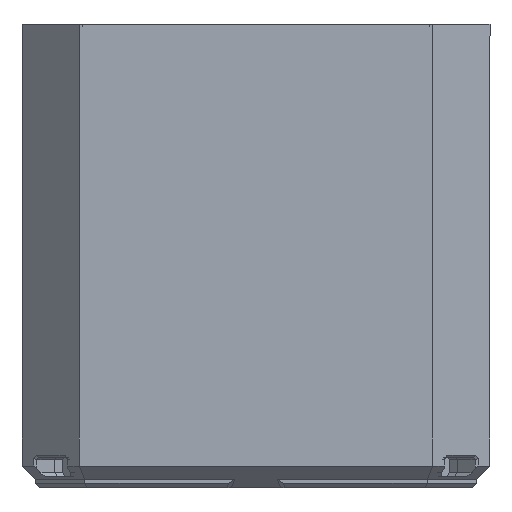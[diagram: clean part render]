
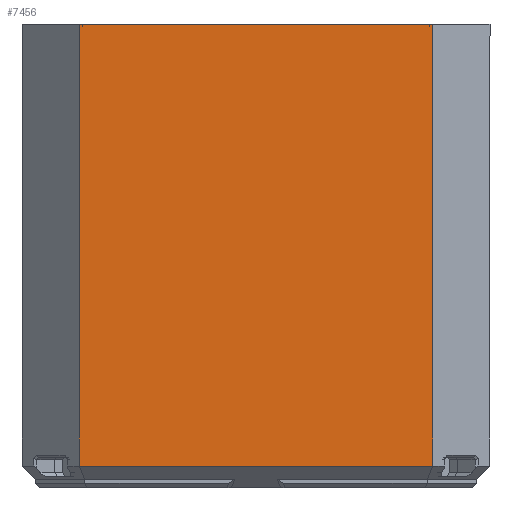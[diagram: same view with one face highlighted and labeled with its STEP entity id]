
A CAD part, front view. The second image highlights one B-rep face of the part: STEP entity #7456.
In plain terms, the highlighted planar face has unit normal (0, -1, 0).
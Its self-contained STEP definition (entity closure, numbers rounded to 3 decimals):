
#422=FACE_OUTER_BOUND('',#830,.T.);
#830=EDGE_LOOP('',(#6647,#6648,#6649,#6650));
#1080=LINE('',#10211,#2116);
#1153=LINE('',#10356,#2189);
#1724=LINE('',#11500,#2760);
#1866=LINE('',#11784,#2902);
#2116=VECTOR('',#8275,10.);
#2189=VECTOR('',#8408,10.);
#2760=VECTOR('',#9369,10.);
#2902=VECTOR('',#9703,10.);
#3059=VERTEX_POINT('',#10164);
#3075=VERTEX_POINT('',#10208);
#3076=VERTEX_POINT('',#10210);
#3118=VERTEX_POINT('',#10355);
#3792=EDGE_CURVE('',#3076,#3075,#1080,.T.);
#3865=EDGE_CURVE('',#3076,#3118,#1153,.T.);
#4436=EDGE_CURVE('',#3059,#3075,#1724,.T.);
#4578=EDGE_CURVE('',#3118,#3059,#1866,.T.);
#6647=ORIENTED_EDGE('',*,*,#3792,.T.);
#6648=ORIENTED_EDGE('',*,*,#4436,.F.);
#6649=ORIENTED_EDGE('',*,*,#4578,.F.);
#6650=ORIENTED_EDGE('',*,*,#3865,.F.);
#7053=PLANE('',#7861);
#7456=ADVANCED_FACE('',(#422),#7053,.T.);
#7861=AXIS2_PLACEMENT_3D('',#11785,#9704,#9705);
#8275=DIRECTION('',(0.,0.,-1.));
#8408=DIRECTION('',(1.,0.,0.));
#9369=DIRECTION('',(-1.,0.,0.));
#9703=DIRECTION('',(0.,0.,-1.));
#9704=DIRECTION('center_axis',(0.,-1.,0.));
#9705=DIRECTION('ref_axis',(1.,0.,0.));
#10164=CARTESIAN_POINT('',(16.228,-21.5,2.));
#10208=CARTESIAN_POINT('',(-16.228,-21.5,2.));
#10210=CARTESIAN_POINT('',(-16.228,-21.5,42.6));
#10211=CARTESIAN_POINT('',(-16.228,-21.5,4.2));
#10355=CARTESIAN_POINT('',(16.228,-21.5,42.6));
#10356=CARTESIAN_POINT('',(16.228,-21.5,42.6));
#11500=CARTESIAN_POINT('',(16.228,-21.5,2.));
#11784=CARTESIAN_POINT('',(16.228,-21.5,4.2));
#11785=CARTESIAN_POINT('Origin',(-16.228,-21.5,4.2));
